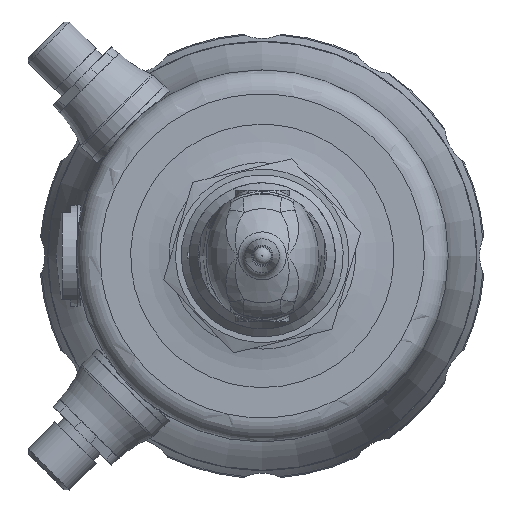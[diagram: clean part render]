
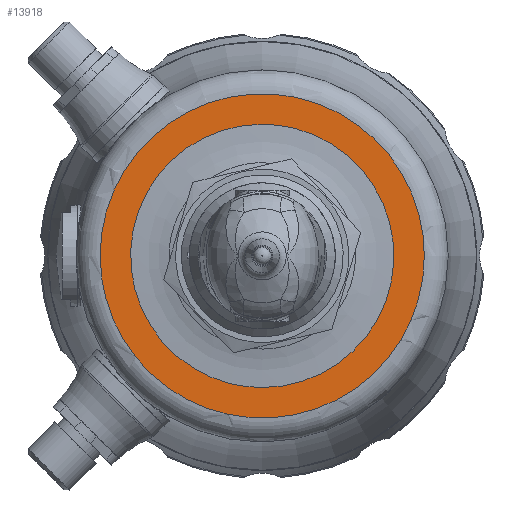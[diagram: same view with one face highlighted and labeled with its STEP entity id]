
A CAD part, left-side view. The second image highlights one B-rep face of the part: STEP entity #13918.
In plain terms, the highlighted planar face has unit normal (-1, 0, 0).
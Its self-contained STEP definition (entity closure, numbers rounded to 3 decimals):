
#2097=ORIENTED_EDGE('',*,*,#4893,.F.);
#2098=ORIENTED_EDGE('',*,*,#4894,.F.);
#2099=ORIENTED_EDGE('',*,*,#4895,.F.);
#2100=ORIENTED_EDGE('',*,*,#4896,.F.);
#4893=EDGE_CURVE('',#6291,#6292,#7272,.T.);
#4894=EDGE_CURVE('',#6292,#6291,#7273,.T.);
#4895=EDGE_CURVE('',#6293,#6294,#7274,.T.);
#4896=EDGE_CURVE('',#6294,#6293,#7275,.T.);
#6291=VERTEX_POINT('',#18383);
#6292=VERTEX_POINT('',#18384);
#6293=VERTEX_POINT('',#18434);
#6294=VERTEX_POINT('',#18435);
#7272=(
BOUNDED_CURVE()
B_SPLINE_CURVE(3,(#18359,#18360,#18361,#18362,#18363,#18364,#18365,#18366,
#18367,#18368,#18369,#18370,#18371,#18372,#18373,#18374,#18375,#18376,#18377,
#18378,#18379,#18380,#18381,#18382),.UNSPECIFIED.,.F.,.F.)
B_SPLINE_CURVE_WITH_KNOTS((4,1,1,1,1,1,1,1,1,1,1,1,1,1,1,1,1,1,1,1,1,4),
(0.,0.047,0.094,0.142,0.19,
0.238,0.285,0.333,0.381,
0.428,0.476,0.524,0.572,0.619,
0.667,0.715,0.762,0.81,
0.858,0.906,0.953,1.),.UNSPECIFIED.)
CURVE()
GEOMETRIC_REPRESENTATION_ITEM()
RATIONAL_B_SPLINE_CURVE((1.,1.,1.,1.,1.,1.,1.,1.,1.,1.,1.,1.,1.,1.,1.,1.,
1.,1.,1.,1.,1.,1.,1.,1.))
REPRESENTATION_ITEM('')
);
#7273=(
BOUNDED_CURVE()
B_SPLINE_CURVE(3,(#18385,#18386,#18387,#18388,#18389,#18390,#18391,#18392,
#18393,#18394,#18395,#18396,#18397,#18398,#18399,#18400,#18401,#18402,#18403,
#18404,#18405,#18406,#18407,#18408),.UNSPECIFIED.,.F.,.F.)
B_SPLINE_CURVE_WITH_KNOTS((4,1,1,1,1,1,1,1,1,1,1,1,1,1,1,1,1,1,1,1,1,4),
(0.,0.047,0.094,0.142,0.19,
0.238,0.285,0.333,0.381,
0.428,0.476,0.524,0.572,0.619,
0.667,0.715,0.762,0.81,
0.858,0.906,0.953,1.),.UNSPECIFIED.)
CURVE()
GEOMETRIC_REPRESENTATION_ITEM()
RATIONAL_B_SPLINE_CURVE((1.,1.,1.,1.,1.,1.,1.,1.,1.,1.,1.,1.,1.,1.,1.,1.,
1.,1.,1.,1.,1.,1.,1.,1.))
REPRESENTATION_ITEM('')
);
#7274=(
BOUNDED_CURVE()
B_SPLINE_CURVE(3,(#18409,#18410,#18411,#18412,#18413,#18414,#18415,#18416,
#18417,#18418,#18419,#18420,#18421,#18422,#18423,#18424,#18425,#18426,#18427,
#18428,#18429,#18430,#18431,#18432,#18433),.UNSPECIFIED.,.F.,.F.)
B_SPLINE_CURVE_WITH_KNOTS((4,1,1,1,1,1,1,1,1,1,1,1,1,1,1,1,1,1,1,1,1,1,
4),(0.,0.045,0.091,0.136,0.182,
0.227,0.273,0.318,0.364,
0.409,0.455,0.5,0.545,
0.591,0.636,0.682,0.727,
0.773,0.818,0.864,0.909,
0.955,1.),.UNSPECIFIED.)
CURVE()
GEOMETRIC_REPRESENTATION_ITEM()
RATIONAL_B_SPLINE_CURVE((1.,1.,1.,1.,1.,1.,1.,1.,1.,1.,1.,1.,1.,1.,1.,1.,
1.,1.,1.,1.,1.,1.,1.,1.,1.))
REPRESENTATION_ITEM('')
);
#7275=(
BOUNDED_CURVE()
B_SPLINE_CURVE(3,(#18436,#18437,#18438,#18439,#18440,#18441,#18442,#18443,
#18444,#18445,#18446,#18447,#18448,#18449,#18450,#18451,#18452,#18453,#18454,
#18455,#18456,#18457,#18458,#18459,#18460),.UNSPECIFIED.,.F.,.F.)
B_SPLINE_CURVE_WITH_KNOTS((4,1,1,1,1,1,1,1,1,1,1,1,1,1,1,1,1,1,1,1,1,1,
4),(0.,0.045,0.091,0.136,0.182,
0.227,0.273,0.318,0.364,
0.409,0.455,0.5,0.545,
0.591,0.636,0.682,0.727,
0.773,0.818,0.864,0.909,
0.955,1.),.UNSPECIFIED.)
CURVE()
GEOMETRIC_REPRESENTATION_ITEM()
RATIONAL_B_SPLINE_CURVE((1.,1.,1.,1.,1.,1.,1.,1.,1.,1.,1.,1.,1.,1.,1.,1.,
1.,1.,1.,1.,1.,1.,1.,1.,1.))
REPRESENTATION_ITEM('')
);
#7323=EDGE_LOOP('',(#2097,#2098));
#7324=EDGE_LOOP('',(#2099,#2100));
#8221=FACE_BOUND('',#7323,.T.);
#8222=FACE_BOUND('',#7324,.T.);
#9122=PLANE('',#14590);
#13918=ADVANCED_FACE('',(#8221,#8222),#9122,.F.);
#14590=AXIS2_PLACEMENT_3D('',#18358,#15758,#15759);
#15758=DIRECTION('',(1.,0.,0.));
#15759=DIRECTION('',(0.,-1.,0.));
#18358=CARTESIAN_POINT('',(-19.,-87.4,0.));
#18359=CARTESIAN_POINT('',(-19.,-87.4,-27.018));
#18360=CARTESIAN_POINT('',(-19.,-88.728,-27.017));
#18361=CARTESIAN_POINT('',(-19.,-91.375,-26.823));
#18362=CARTESIAN_POINT('',(-19.,-95.31,-25.94));
#18363=CARTESIAN_POINT('',(-19.,-99.099,-24.467));
#18364=CARTESIAN_POINT('',(-19.,-102.633,-22.437));
#18365=CARTESIAN_POINT('',(-19.,-105.816,-19.906));
#18366=CARTESIAN_POINT('',(-19.,-108.581,-16.935));
#18367=CARTESIAN_POINT('',(-19.,-110.871,-13.585));
#18368=CARTESIAN_POINT('',(-19.,-112.637,-9.927));
#18369=CARTESIAN_POINT('',(-19.,-113.837,-6.045));
#18370=CARTESIAN_POINT('',(-19.,-114.443,-2.029));
#18371=CARTESIAN_POINT('',(-19.,-114.443,2.032));
#18372=CARTESIAN_POINT('',(-19.,-113.836,6.048));
#18373=CARTESIAN_POINT('',(-19.,-112.636,9.93));
#18374=CARTESIAN_POINT('',(-19.,-110.869,13.588));
#18375=CARTESIAN_POINT('',(-19.,-108.579,16.938));
#18376=CARTESIAN_POINT('',(-19.,-105.814,19.909));
#18377=CARTESIAN_POINT('',(-19.,-102.63,22.439));
#18378=CARTESIAN_POINT('',(-19.,-99.095,24.468));
#18379=CARTESIAN_POINT('',(-19.,-95.307,25.941));
#18380=CARTESIAN_POINT('',(-19.,-91.373,26.823));
#18381=CARTESIAN_POINT('',(-19.,-88.727,27.017));
#18382=CARTESIAN_POINT('',(-19.,-87.4,27.018));
#18383=CARTESIAN_POINT('',(-19.,-87.4,-27.018));
#18384=CARTESIAN_POINT('',(-19.,-87.4,27.018));
#18385=CARTESIAN_POINT('',(-19.,-87.4,27.018));
#18386=CARTESIAN_POINT('',(-19.,-86.072,27.017));
#18387=CARTESIAN_POINT('',(-19.,-83.425,26.823));
#18388=CARTESIAN_POINT('',(-19.,-79.49,25.94));
#18389=CARTESIAN_POINT('',(-19.,-75.701,24.467));
#18390=CARTESIAN_POINT('',(-19.,-72.167,22.437));
#18391=CARTESIAN_POINT('',(-19.,-68.984,19.906));
#18392=CARTESIAN_POINT('',(-19.,-66.219,16.935));
#18393=CARTESIAN_POINT('',(-19.,-63.929,13.585));
#18394=CARTESIAN_POINT('',(-19.,-62.163,9.927));
#18395=CARTESIAN_POINT('',(-19.,-60.963,6.045));
#18396=CARTESIAN_POINT('',(-19.,-60.357,2.029));
#18397=CARTESIAN_POINT('',(-19.,-60.357,-2.032));
#18398=CARTESIAN_POINT('',(-19.,-60.964,-6.048));
#18399=CARTESIAN_POINT('',(-19.,-62.164,-9.93));
#18400=CARTESIAN_POINT('',(-19.,-63.931,-13.588));
#18401=CARTESIAN_POINT('',(-19.,-66.221,-16.938));
#18402=CARTESIAN_POINT('',(-19.,-68.986,-19.909));
#18403=CARTESIAN_POINT('',(-19.,-72.17,-22.439));
#18404=CARTESIAN_POINT('',(-19.,-75.705,-24.468));
#18405=CARTESIAN_POINT('',(-19.,-79.493,-25.941));
#18406=CARTESIAN_POINT('',(-19.,-83.427,-26.823));
#18407=CARTESIAN_POINT('',(-19.,-86.073,-27.017));
#18408=CARTESIAN_POINT('',(-19.,-87.4,-27.018));
#18409=CARTESIAN_POINT('',(-19.,-54.134,0.));
#18410=CARTESIAN_POINT('',(-19.,-54.135,1.589));
#18411=CARTESIAN_POINT('',(-19.,-54.358,4.732));
#18412=CARTESIAN_POINT('',(-19.,-55.367,9.386));
#18413=CARTESIAN_POINT('',(-19.,-57.028,13.848));
#18414=CARTESIAN_POINT('',(-19.,-59.309,18.032));
#18415=CARTESIAN_POINT('',(-19.,-62.163,21.848));
#18416=CARTESIAN_POINT('',(-19.,-65.531,25.219));
#18417=CARTESIAN_POINT('',(-19.,-69.345,28.076));
#18418=CARTESIAN_POINT('',(-19.,-73.527,30.36));
#18419=CARTESIAN_POINT('',(-19.,-77.991,32.026));
#18420=CARTESIAN_POINT('',(-19.,-82.647,33.04));
#18421=CARTESIAN_POINT('',(-19.,-87.4,33.38));
#18422=CARTESIAN_POINT('',(-19.,-92.153,33.04));
#18423=CARTESIAN_POINT('',(-19.,-96.809,32.026));
#18424=CARTESIAN_POINT('',(-19.,-101.273,30.36));
#18425=CARTESIAN_POINT('',(-19.,-105.455,28.075));
#18426=CARTESIAN_POINT('',(-19.,-109.269,25.219));
#18427=CARTESIAN_POINT('',(-19.,-112.637,21.848));
#18428=CARTESIAN_POINT('',(-19.,-115.491,18.032));
#18429=CARTESIAN_POINT('',(-19.,-117.772,13.848));
#18430=CARTESIAN_POINT('',(-19.,-119.433,9.386));
#18431=CARTESIAN_POINT('',(-19.,-120.442,4.732));
#18432=CARTESIAN_POINT('',(-19.,-120.665,1.589));
#18433=CARTESIAN_POINT('',(-19.,-120.666,0.));
#18434=CARTESIAN_POINT('',(-19.,-54.134,0.));
#18435=CARTESIAN_POINT('',(-19.,-120.666,0.));
#18436=CARTESIAN_POINT('',(-19.,-120.666,0.));
#18437=CARTESIAN_POINT('',(-19.,-120.665,-1.589));
#18438=CARTESIAN_POINT('',(-19.,-120.442,-4.732));
#18439=CARTESIAN_POINT('',(-19.,-119.433,-9.386));
#18440=CARTESIAN_POINT('',(-19.,-117.772,-13.848));
#18441=CARTESIAN_POINT('',(-19.,-115.491,-18.032));
#18442=CARTESIAN_POINT('',(-19.,-112.637,-21.848));
#18443=CARTESIAN_POINT('',(-19.,-109.269,-25.219));
#18444=CARTESIAN_POINT('',(-19.,-105.455,-28.076));
#18445=CARTESIAN_POINT('',(-19.,-101.273,-30.36));
#18446=CARTESIAN_POINT('',(-19.,-96.809,-32.026));
#18447=CARTESIAN_POINT('',(-19.,-92.153,-33.04));
#18448=CARTESIAN_POINT('',(-19.,-87.4,-33.38));
#18449=CARTESIAN_POINT('',(-19.,-82.647,-33.04));
#18450=CARTESIAN_POINT('',(-19.,-77.991,-32.026));
#18451=CARTESIAN_POINT('',(-19.,-73.527,-30.36));
#18452=CARTESIAN_POINT('',(-19.,-69.345,-28.075));
#18453=CARTESIAN_POINT('',(-19.,-65.531,-25.219));
#18454=CARTESIAN_POINT('',(-19.,-62.163,-21.848));
#18455=CARTESIAN_POINT('',(-19.,-59.309,-18.032));
#18456=CARTESIAN_POINT('',(-19.,-57.028,-13.848));
#18457=CARTESIAN_POINT('',(-19.,-55.367,-9.386));
#18458=CARTESIAN_POINT('',(-19.,-54.358,-4.732));
#18459=CARTESIAN_POINT('',(-19.,-54.135,-1.589));
#18460=CARTESIAN_POINT('',(-19.,-54.134,0.));
